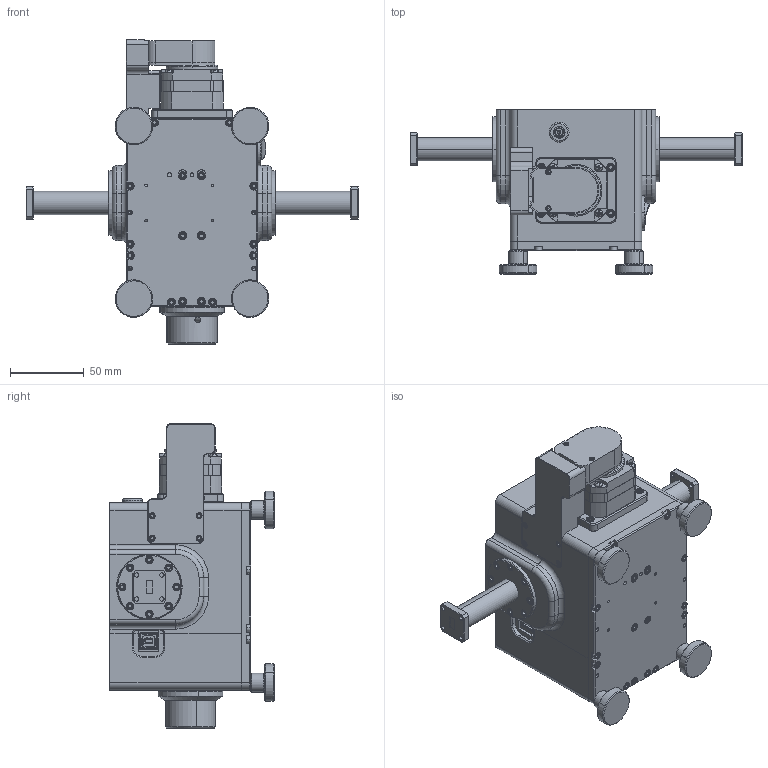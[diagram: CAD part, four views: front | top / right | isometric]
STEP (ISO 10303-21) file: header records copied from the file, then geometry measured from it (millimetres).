
FILE_DESCRIPTION (( 'STEP AP203' ), '1' );
FILE_NAME ('STA-60-34-S1.STEP', '2025-11-20T19:28:10', ( '' ), ( '' ), 'SwSTEP 2.0', 'SolidWorks 2021', '' );
FILE_SCHEMA (( 'CONFIG_CONTROL_DESIGN' ));
Products named in the file (1): STA-60-34-S1
Bounding box: 224.79 x 111.12 x 206.1 mm (x, y, z)
Volume: 633820.4 mm3; surface area: 228389.7 mm2
Topology: 55 solids, 62 shells, 3098 faces, 7407 edges, 4517 vertices
Faces by surface type: plane 1399, cylinder 871, cone 714, torus 83, bspline 25, sphere 6
Entity records: 94356 total; most frequent: CARTESIAN_POINT 22046, DIRECTION 15394, ORIENTED_EDGE 14648, EDGE_CURVE 7324, AXIS2_PLACEMENT_3D 5654, VERTEX_POINT 4515, LINE 4086, VECTOR 4086
